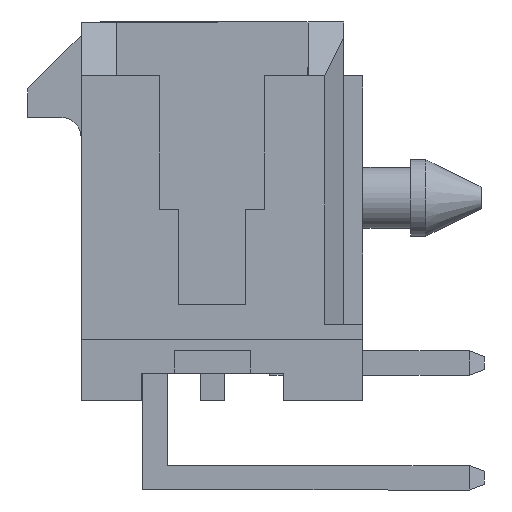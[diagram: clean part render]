
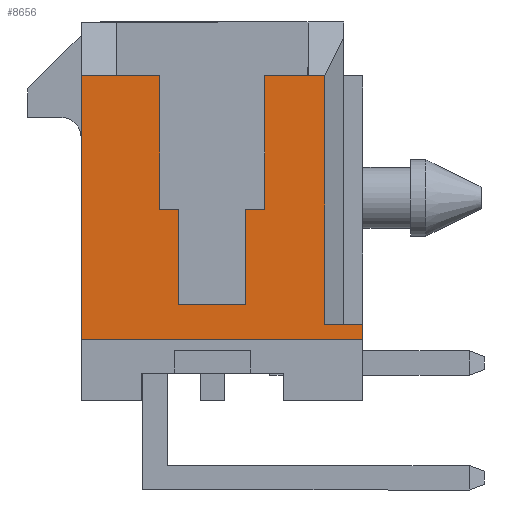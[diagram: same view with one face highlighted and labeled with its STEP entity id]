
A CAD part, left-side view. The second image highlights one B-rep face of the part: STEP entity #8656.
In plain terms, the highlighted planar face has unit normal (-1, 0, 0).
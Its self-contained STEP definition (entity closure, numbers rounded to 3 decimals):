
#53 = VERTEX_POINT ( 'NONE', #10493 ) ;
#247 = VECTOR ( 'NONE', #12217, 1000. ) ;
#391 = EDGE_CURVE ( 'NONE', #11704, #53, #2923, .T. ) ;
#523 = PLANE ( 'NONE',  #2823 ) ;
#614 = CARTESIAN_POINT ( 'NONE',  ( -7.825, 0.875, 0.05 ) ) ;
#684 = LINE ( 'NONE', #9909, #10288 ) ;
#743 = EDGE_CURVE ( 'NONE', #4268, #1965, #3225, .T. ) ;
#765 = CARTESIAN_POINT ( 'NONE',  ( -7.825, -1.375, 0.05 ) ) ;
#1063 = CARTESIAN_POINT ( 'NONE',  ( -7.825, 0., -2.45 ) ) ;
#1214 = LINE ( 'NONE', #13931, #10428 ) ;
#1276 = CARTESIAN_POINT ( 'NONE',  ( -7.825, 1.375, 3.55 ) ) ;
#1309 = EDGE_CURVE ( 'NONE', #12832, #8218, #3788, .T. ) ;
#1364 = EDGE_CURVE ( 'NONE', #5065, #4268, #9839, .T. ) ;
#1454 = VECTOR ( 'NONE', #4380, 1000. ) ;
#1483 = LINE ( 'NONE', #11419, #6170 ) ;
#1965 = VERTEX_POINT ( 'NONE', #2063 ) ;
#1997 = EDGE_CURVE ( 'NONE', #1965, #14417, #4966, .T. ) ;
#2063 = CARTESIAN_POINT ( 'NONE',  ( -7.825, -0.875, -2.45 ) ) ;
#2157 = EDGE_CURVE ( 'NONE', #5619, #5782, #3220, .T. ) ;
#2294 = CARTESIAN_POINT ( 'NONE',  ( -7.825, -1.375, 0.05 ) ) ;
#2478 = VECTOR ( 'NONE', #5597, 1000. ) ;
#2601 = CARTESIAN_POINT ( 'NONE',  ( -7.825, -2.935, 3.55 ) ) ;
#2725 = EDGE_CURVE ( 'NONE', #8103, #13907, #5071, .T. ) ;
#2823 = AXIS2_PLACEMENT_3D ( 'NONE', #8165, #13728, #11673 ) ;
#2919 = CARTESIAN_POINT ( 'NONE',  ( -7.825, 2.5, 3.55 ) ) ;
#2923 = LINE ( 'NONE', #13854, #6203 ) ;
#2965 = ORIENTED_EDGE ( 'NONE', *, *, #8839, .F. ) ;
#3220 = LINE ( 'NONE', #7386, #7009 ) ;
#3225 = LINE ( 'NONE', #1063, #247 ) ;
#3361 = ORIENTED_EDGE ( 'NONE', *, *, #2157, .F. ) ;
#3788 = LINE ( 'NONE', #8972, #7562 ) ;
#3869 = LINE ( 'NONE', #12456, #8197 ) ;
#3910 = DIRECTION ( 'NONE',  ( 0., 0., 1. ) ) ;
#4268 = VERTEX_POINT ( 'NONE', #13271 ) ;
#4368 = EDGE_CURVE ( 'NONE', #8103, #11704, #1483, .T. ) ;
#4380 = DIRECTION ( 'NONE',  ( 0., -1., 0. ) ) ;
#4432 = LINE ( 'NONE', #765, #6319 ) ;
#4683 = DIRECTION ( 'NONE',  ( 0., 1., 0. ) ) ;
#4816 = CARTESIAN_POINT ( 'NONE',  ( -7.825, 3.435, 3.55 ) ) ;
#4825 = DIRECTION ( 'NONE',  ( 0., -1., 0. ) ) ;
#4966 = LINE ( 'NONE', #7286, #12618 ) ;
#4991 = VECTOR ( 'NONE', #8878, 1000. ) ;
#5065 = VERTEX_POINT ( 'NONE', #614 ) ;
#5071 = LINE ( 'NONE', #13539, #2478 ) ;
#5249 = ORIENTED_EDGE ( 'NONE', *, *, #391, .F. ) ;
#5530 = LINE ( 'NONE', #9579, #6908 ) ;
#5597 = DIRECTION ( 'NONE',  ( 0., 1., 0. ) ) ;
#5616 = CARTESIAN_POINT ( 'NONE',  ( -7.825, -0.875, 0.05 ) ) ;
#5619 = VERTEX_POINT ( 'NONE', #12769 ) ;
#5721 = CARTESIAN_POINT ( 'NONE',  ( -7.825, 0., 3.55 ) ) ;
#5770 = EDGE_CURVE ( 'NONE', #5782, #13907, #8583, .T. ) ;
#5782 = VERTEX_POINT ( 'NONE', #13224 ) ;
#5812 = ORIENTED_EDGE ( 'NONE', *, *, #743, .F. ) ;
#6156 = DIRECTION ( 'NONE',  ( 0., 0., -1. ) ) ;
#6170 = VECTOR ( 'NONE', #4825, 1000. ) ;
#6203 = VECTOR ( 'NONE', #6156, 1000. ) ;
#6319 = VECTOR ( 'NONE', #14214, 1000. ) ;
#6452 = DIRECTION ( 'NONE',  ( 0., 1., 0. ) ) ;
#6470 = ORIENTED_EDGE ( 'NONE', *, *, #11434, .F. ) ;
#6763 = LINE ( 'NONE', #5721, #13911 ) ;
#6908 = VECTOR ( 'NONE', #9536, 1000. ) ;
#7009 = VECTOR ( 'NONE', #6452, 1000. ) ;
#7151 = EDGE_CURVE ( 'NONE', #7454, #10242, #1214, .T. ) ;
#7204 = CARTESIAN_POINT ( 'NONE',  ( -7.825, -2.5, 3.55 ) ) ;
#7286 = CARTESIAN_POINT ( 'NONE',  ( -7.825, -0.875, 0. ) ) ;
#7386 = CARTESIAN_POINT ( 'NONE',  ( -7.825, 0., -3.36 ) ) ;
#7454 = VERTEX_POINT ( 'NONE', #9112 ) ;
#7551 = ORIENTED_EDGE ( 'NONE', *, *, #9703, .F. ) ;
#7562 = VECTOR ( 'NONE', #8923, 1000. ) ;
#7634 = DIRECTION ( 'NONE',  ( 0., 0., -1. ) ) ;
#7882 = VECTOR ( 'NONE', #9817, 1000. ) ;
#7897 = ORIENTED_EDGE ( 'NONE', *, *, #1364, .F. ) ;
#8103 = VERTEX_POINT ( 'NONE', #2919 ) ;
#8122 = VERTEX_POINT ( 'NONE', #7204 ) ;
#8130 = ORIENTED_EDGE ( 'NONE', *, *, #10330, .F. ) ;
#8165 = CARTESIAN_POINT ( 'NONE',  ( -7.825, 0., 0. ) ) ;
#8197 = VECTOR ( 'NONE', #4683, 1000. ) ;
#8218 = VERTEX_POINT ( 'NONE', #11927 ) ;
#8364 = DIRECTION ( 'NONE',  ( 0., -1., 0. ) ) ;
#8529 = CARTESIAN_POINT ( 'NONE',  ( -7.825, -3.935, -2.96 ) ) ;
#8583 = LINE ( 'NONE', #10936, #7882 ) ;
#8656 = ADVANCED_FACE ( 'NONE', ( #9976 ), #523, .F. ) ;
#8671 = CARTESIAN_POINT ( 'NONE',  ( -7.825, 0.875, 0.05 ) ) ;
#8839 = EDGE_CURVE ( 'NONE', #53, #5065, #11364, .T. ) ;
#8878 = DIRECTION ( 'NONE',  ( 0., 0., -1. ) ) ;
#8923 = DIRECTION ( 'NONE',  ( 0., 0., 1. ) ) ;
#8972 = CARTESIAN_POINT ( 'NONE',  ( -7.825, -1.375, 0. ) ) ;
#9112 = CARTESIAN_POINT ( 'NONE',  ( -7.825, -2.935, -2.96 ) ) ;
#9113 = ORIENTED_EDGE ( 'NONE', *, *, #13598, .F. ) ;
#9121 = EDGE_CURVE ( 'NONE', #13481, #8122, #3869, .T. ) ;
#9131 = ORIENTED_EDGE ( 'NONE', *, *, #4368, .F. ) ;
#9536 = DIRECTION ( 'NONE',  ( 0., 0., -1. ) ) ;
#9579 = CARTESIAN_POINT ( 'NONE',  ( -7.825, -3.935, -2.96 ) ) ;
#9703 = EDGE_CURVE ( 'NONE', #8218, #8122, #6763, .T. ) ;
#9817 = DIRECTION ( 'NONE',  ( 0., 0., 1. ) ) ;
#9839 = LINE ( 'NONE', #10145, #4991 ) ;
#9909 = CARTESIAN_POINT ( 'NONE',  ( -7.825, -2.935, 0. ) ) ;
#9976 = FACE_OUTER_BOUND ( 'NONE', #12257, .T. ) ;
#10126 = ORIENTED_EDGE ( 'NONE', *, *, #5770, .F. ) ;
#10145 = CARTESIAN_POINT ( 'NONE',  ( -7.825, 0.875, 0. ) ) ;
#10242 = VERTEX_POINT ( 'NONE', #8529 ) ;
#10288 = VECTOR ( 'NONE', #7634, 1000. ) ;
#10330 = EDGE_CURVE ( 'NONE', #10242, #5619, #5530, .T. ) ;
#10428 = VECTOR ( 'NONE', #8364, 1000. ) ;
#10493 = CARTESIAN_POINT ( 'NONE',  ( -7.825, 1.375, 0.05 ) ) ;
#10820 = ORIENTED_EDGE ( 'NONE', *, *, #9121, .T. ) ;
#10936 = CARTESIAN_POINT ( 'NONE',  ( -7.825, 3.435, -4.96 ) ) ;
#11225 = ORIENTED_EDGE ( 'NONE', *, *, #1997, .F. ) ;
#11364 = LINE ( 'NONE', #8671, #1454 ) ;
#11419 = CARTESIAN_POINT ( 'NONE',  ( -7.825, 0., 3.55 ) ) ;
#11434 = EDGE_CURVE ( 'NONE', #14417, #12832, #4432, .T. ) ;
#11673 = DIRECTION ( 'NONE',  ( 0., 0., -1. ) ) ;
#11704 = VERTEX_POINT ( 'NONE', #1276 ) ;
#11927 = CARTESIAN_POINT ( 'NONE',  ( -7.825, -1.375, 3.55 ) ) ;
#12217 = DIRECTION ( 'NONE',  ( 0., -1., 0. ) ) ;
#12257 = EDGE_LOOP ( 'NONE', ( #5812, #7897, #2965, #5249, #9131, #14064, #10126, #3361, #8130, #13561, #9113, #10820, #7551, #14323, #6470, #11225 ) ) ;
#12444 = DIRECTION ( 'NONE',  ( 0., -1., 0. ) ) ;
#12456 = CARTESIAN_POINT ( 'NONE',  ( -7.825, 3.435, 3.55 ) ) ;
#12618 = VECTOR ( 'NONE', #3910, 1000. ) ;
#12769 = CARTESIAN_POINT ( 'NONE',  ( -7.825, -3.935, -3.36 ) ) ;
#12832 = VERTEX_POINT ( 'NONE', #2294 ) ;
#13224 = CARTESIAN_POINT ( 'NONE',  ( -7.825, 3.435, -3.36 ) ) ;
#13271 = CARTESIAN_POINT ( 'NONE',  ( -7.825, 0.875, -2.45 ) ) ;
#13481 = VERTEX_POINT ( 'NONE', #2601 ) ;
#13539 = CARTESIAN_POINT ( 'NONE',  ( -7.825, 3.435, 3.55 ) ) ;
#13561 = ORIENTED_EDGE ( 'NONE', *, *, #7151, .F. ) ;
#13598 = EDGE_CURVE ( 'NONE', #13481, #7454, #684, .T. ) ;
#13728 = DIRECTION ( 'NONE',  ( 1., 0., 0. ) ) ;
#13854 = CARTESIAN_POINT ( 'NONE',  ( -7.825, 1.375, 0. ) ) ;
#13907 = VERTEX_POINT ( 'NONE', #4816 ) ;
#13911 = VECTOR ( 'NONE', #12444, 1000. ) ;
#13931 = CARTESIAN_POINT ( 'NONE',  ( -7.825, 0., -2.96 ) ) ;
#14064 = ORIENTED_EDGE ( 'NONE', *, *, #2725, .T. ) ;
#14214 = DIRECTION ( 'NONE',  ( 0., -1., 0. ) ) ;
#14323 = ORIENTED_EDGE ( 'NONE', *, *, #1309, .F. ) ;
#14417 = VERTEX_POINT ( 'NONE', #5616 ) ;
